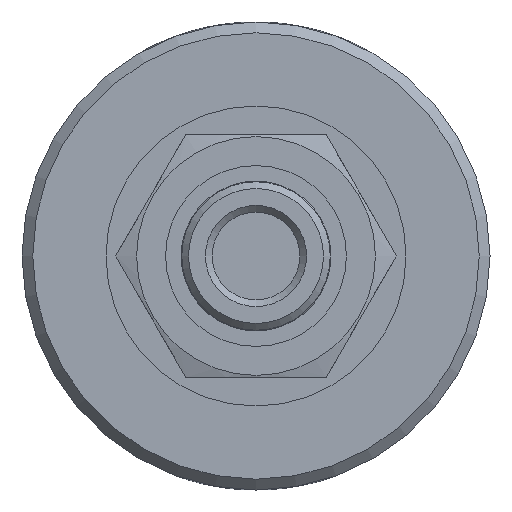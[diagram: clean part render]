
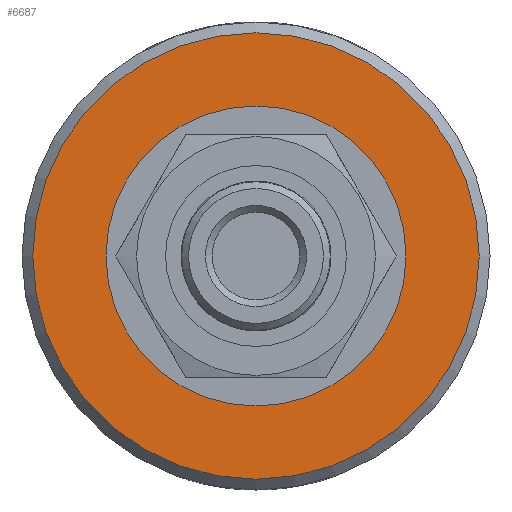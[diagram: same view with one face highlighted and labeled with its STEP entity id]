
A CAD part, left-side view. The second image highlights one B-rep face of the part: STEP entity #6687.
In plain terms, the highlighted planar face has unit normal (-1, 0, 0).
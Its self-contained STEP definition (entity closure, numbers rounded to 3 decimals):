
#148=FACE_BOUND('',#2392,.T.);
#1503=CIRCLE('',#7220,22.225);
#1508=CIRCLE('',#7233,33.075);
#1616=PLANE('',#7232);
#1983=FACE_OUTER_BOUND('',#2391,.T.);
#2391=EDGE_LOOP('',(#6259));
#2392=EDGE_LOOP('',(#6260));
#3279=VERTEX_POINT('',#16237);
#3284=VERTEX_POINT('',#16260);
#4268=EDGE_CURVE('',#3279,#3279,#1503,.T.);
#4277=EDGE_CURVE('',#3284,#3284,#1508,.T.);
#6259=ORIENTED_EDGE('',*,*,#4277,.F.);
#6260=ORIENTED_EDGE('',*,*,#4268,.T.);
#6687=ADVANCED_FACE('',(#1983,#148),#1616,.T.);
#7220=AXIS2_PLACEMENT_3D('',#16239,#8658,#8659);
#7232=AXIS2_PLACEMENT_3D('',#16259,#8686,#8687);
#7233=AXIS2_PLACEMENT_3D('',#16261,#8688,#8689);
#8658=DIRECTION('center_axis',(1.,0.,0.));
#8659=DIRECTION('ref_axis',(0.,-1.,0.));
#8686=DIRECTION('center_axis',(-1.,0.,0.));
#8687=DIRECTION('ref_axis',(0.,0.,1.));
#8688=DIRECTION('center_axis',(1.,0.,0.));
#8689=DIRECTION('ref_axis',(0.,-1.,0.));
#16237=CARTESIAN_POINT('',(-34.925,22.225,0.));
#16239=CARTESIAN_POINT('Origin',(-34.925,0.,0.));
#16259=CARTESIAN_POINT('Origin',(-34.925,0.,0.));
#16260=CARTESIAN_POINT('',(-34.925,33.075,0.));
#16261=CARTESIAN_POINT('Origin',(-34.925,0.,0.));
